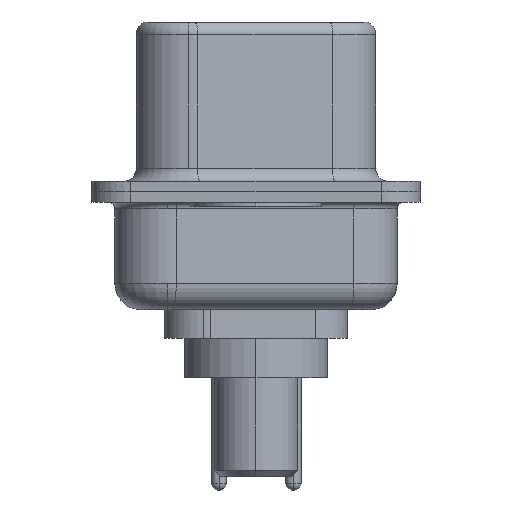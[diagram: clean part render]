
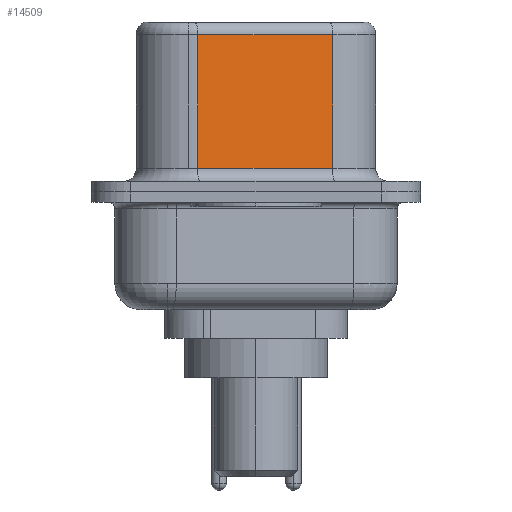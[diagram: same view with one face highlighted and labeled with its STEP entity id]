
A CAD part, left-side view. The second image highlights one B-rep face of the part: STEP entity #14509.
In plain terms, the highlighted planar face has unit normal (-0.985, -0.174, 0).
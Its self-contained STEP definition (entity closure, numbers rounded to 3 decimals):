
#181 = CARTESIAN_POINT ( 'NONE',  ( 3.675, 2.233, 6.52 ) ) ;
#298 = CARTESIAN_POINT ( 'NONE',  ( 4.585, -2.927, 0.9 ) ) ;
#542 = CARTESIAN_POINT ( 'NONE',  ( 4.585, -2.927, 0.9 ) ) ;
#1539 = DIRECTION ( 'NONE',  ( 0.985, 0.174, 0. ) ) ;
#1703 = DIRECTION ( 'NONE',  ( -0.174, 0.985, 0. ) ) ;
#2338 = VECTOR ( 'NONE', #7463, 1000. ) ;
#2784 = CARTESIAN_POINT ( 'NONE',  ( 4.585, -2.927, 6.02 ) ) ;
#3173 = EDGE_CURVE ( 'NONE', #4803, #14054, #13529, .T. ) ;
#4446 = EDGE_CURVE ( 'NONE', #6307, #4803, #7589, .T. ) ;
#4449 = CARTESIAN_POINT ( 'NONE',  ( 3.675, 2.233, 0.9 ) ) ;
#4803 = VERTEX_POINT ( 'NONE', #14206 ) ;
#5279 = DIRECTION ( 'NONE',  ( 0.174, -0.985, 0. ) ) ;
#5369 = LINE ( 'NONE', #14547, #2338 ) ;
#5871 = LINE ( 'NONE', #542, #14853 ) ;
#6111 = PLANE ( 'NONE',  #6958 ) ;
#6307 = VERTEX_POINT ( 'NONE', #2784 ) ;
#6958 = AXIS2_PLACEMENT_3D ( 'NONE', #10695, #1539, #9593 ) ;
#7171 = ORIENTED_EDGE ( 'NONE', *, *, #4446, .T. ) ;
#7272 = VECTOR ( 'NONE', #8949, 1000. ) ;
#7463 = DIRECTION ( 'NONE',  ( 0., 0., -1. ) ) ;
#7589 = LINE ( 'NONE', #11940, #13485 ) ;
#8949 = DIRECTION ( 'NONE',  ( 0., 0., -1. ) ) ;
#9484 = VERTEX_POINT ( 'NONE', #298 ) ;
#9593 = DIRECTION ( 'NONE',  ( -0.174, 0.985, 0. ) ) ;
#9936 = ORIENTED_EDGE ( 'NONE', *, *, #14714, .T. ) ;
#10502 = ORIENTED_EDGE ( 'NONE', *, *, #13837, .F. ) ;
#10695 = CARTESIAN_POINT ( 'NONE',  ( 4.585, -2.927, 6.52 ) ) ;
#11940 = CARTESIAN_POINT ( 'NONE',  ( 4.585, -2.927, 6.02 ) ) ;
#12200 = FACE_OUTER_BOUND ( 'NONE', #15044, .T. ) ;
#13052 = ORIENTED_EDGE ( 'NONE', *, *, #3173, .T. ) ;
#13485 = VECTOR ( 'NONE', #1703, 1000. ) ;
#13529 = LINE ( 'NONE', #181, #7272 ) ;
#13837 = EDGE_CURVE ( 'NONE', #6307, #9484, #5369, .T. ) ;
#14054 = VERTEX_POINT ( 'NONE', #4449 ) ;
#14206 = CARTESIAN_POINT ( 'NONE',  ( 3.675, 2.233, 6.02 ) ) ;
#14509 = ADVANCED_FACE ( 'NONE', ( #12200 ), #6111, .F. ) ;
#14547 = CARTESIAN_POINT ( 'NONE',  ( 4.585, -2.927, 6.52 ) ) ;
#14714 = EDGE_CURVE ( 'NONE', #14054, #9484, #5871, .T. ) ;
#14853 = VECTOR ( 'NONE', #5279, 1000. ) ;
#15044 = EDGE_LOOP ( 'NONE', ( #10502, #7171, #13052, #9936 ) ) ;
